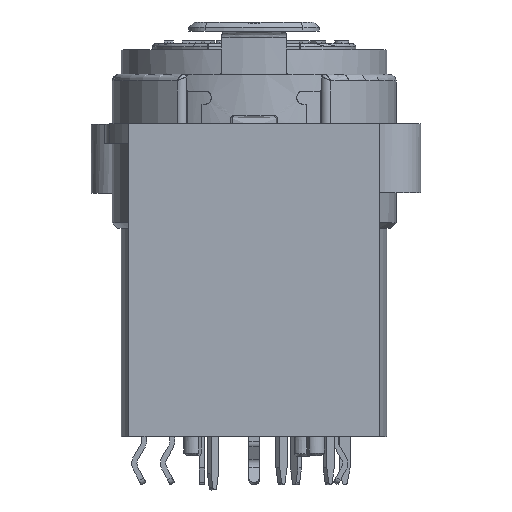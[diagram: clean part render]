
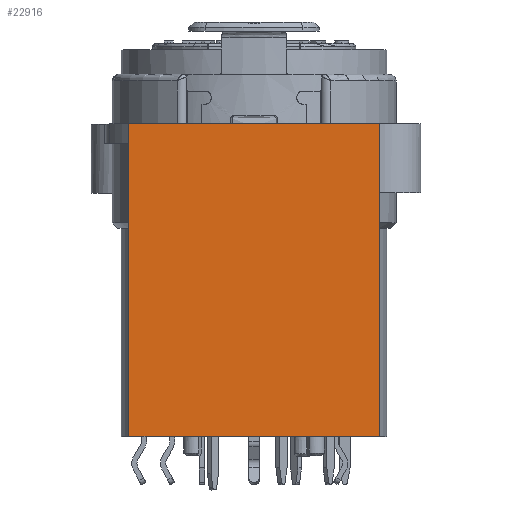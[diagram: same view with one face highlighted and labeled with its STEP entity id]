
A CAD part, top view. The second image highlights one B-rep face of the part: STEP entity #22916.
In plain terms, the highlighted planar face has unit normal (0, 0, 1).
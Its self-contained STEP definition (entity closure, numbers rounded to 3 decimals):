
#5658=DIRECTION('',(-1.,0.,0.));
#5659=VECTOR('',#5658,19.2);
#5660=CARTESIAN_POINT('',(9.6,33.852,25.3));
#5661=LINE('',#5660,#5659);
#5665=DIRECTION('',(0.,1.,0.));
#5666=VECTOR('',#5665,23.993);
#5667=CARTESIAN_POINT('',(9.6,9.86,25.3));
#5668=LINE('',#5667,#5666);
#5672=DIRECTION('',(1.,0.,0.));
#5673=VECTOR('',#5672,19.2);
#5674=CARTESIAN_POINT('',(-9.6,9.86,25.3));
#5675=LINE('',#5674,#5673);
#5693=DIRECTION('',(0.,-1.,0.));
#5694=VECTOR('',#5693,23.993);
#5695=CARTESIAN_POINT('',(-9.6,33.852,25.3));
#5696=LINE('',#5695,#5694);
#19435=CARTESIAN_POINT('',(9.6,9.86,25.3));
#19436=VERTEX_POINT('',#19435);
#19437=CARTESIAN_POINT('',(-9.6,9.86,25.3));
#19438=VERTEX_POINT('',#19437);
#19685=CARTESIAN_POINT('',(9.6,33.852,25.3));
#19686=VERTEX_POINT('',#19685);
#19733=CARTESIAN_POINT('',(-9.6,33.852,25.3));
#19734=VERTEX_POINT('',#19733);
#22904=CARTESIAN_POINT('',(0.,21.856,25.3));
#22905=DIRECTION('',(0.,0.,1.));
#22906=DIRECTION('',(0.,-1.,0.));
#22907=AXIS2_PLACEMENT_3D('',#22904,#22905,#22906);
#22908=PLANE('',#22907);
#22910=ORIENTED_EDGE('',*,*,#22909,.F.);
#22911=ORIENTED_EDGE('',*,*,#22630,.F.);
#22912=ORIENTED_EDGE('',*,*,#22333,.F.);
#22913=ORIENTED_EDGE('',*,*,#21966,.F.);
#22914=EDGE_LOOP('',(#22910,#22911,#22912,#22913));
#22915=FACE_OUTER_BOUND('',#22914,.F.);
#21966=EDGE_CURVE('',#19438,#19436,#5675,.T.);
#22333=EDGE_CURVE('',#19436,#19686,#5668,.T.);
#22630=EDGE_CURVE('',#19686,#19734,#5661,.T.);
#22909=EDGE_CURVE('',#19734,#19438,#5696,.T.);
#22916=ADVANCED_FACE('',(#22915),#22908,.T.);
